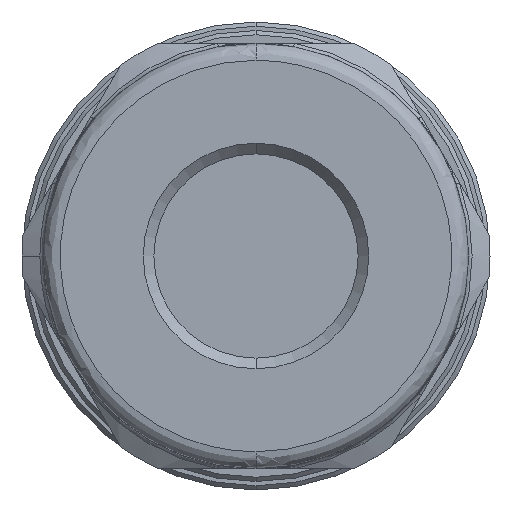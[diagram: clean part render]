
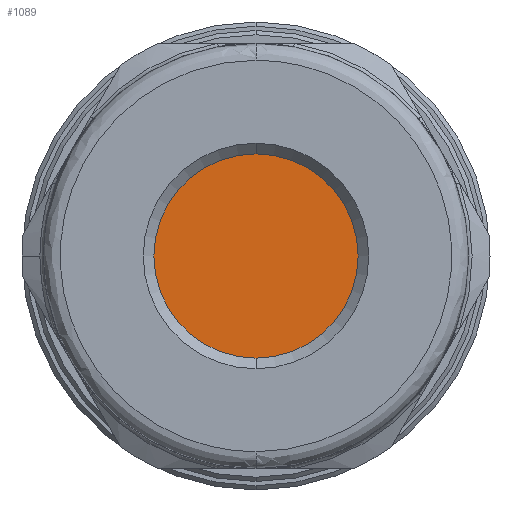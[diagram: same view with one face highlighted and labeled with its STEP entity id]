
A CAD part, left-side view. The second image highlights one B-rep face of the part: STEP entity #1089.
In plain terms, the highlighted planar face has unit normal (-1, 0, 0).
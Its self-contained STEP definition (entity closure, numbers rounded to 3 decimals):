
#321 = VERTEX_POINT ( 'NONE', #355 ) ;
#355 = CARTESIAN_POINT ( 'NONE',  ( -25.116, 0., -12. ) ) ;
#741 = EDGE_CURVE ( 'NONE', #321, #2027, #3618, .T. ) ;
#1089 = ADVANCED_FACE ( 'NONE', ( #2662 ), #2205, .T. ) ;
#1250 = EDGE_LOOP ( 'NONE', ( #1608, #1609 ) ) ;
#1608 = ORIENTED_EDGE ( 'NONE', *, *, #741, .T. ) ;
#1609 = ORIENTED_EDGE ( 'NONE', *, *, #1844, .T. ) ;
#1844 = EDGE_CURVE ( 'NONE', #2027, #321, #2732, .T. ) ;
#1897 = AXIS2_PLACEMENT_3D ( 'NONE', #4012, #4011, #4010 ) ;
#1993 = AXIS2_PLACEMENT_3D ( 'NONE', #2206, #2204, #2200 ) ;
#2027 = VERTEX_POINT ( 'NONE', #4764 ) ;
#2200 = DIRECTION ( 'NONE',  ( 0., 0., 1. ) ) ;
#2204 = DIRECTION ( 'NONE',  ( -1., 0., 0. ) ) ;
#2205 = PLANE ( 'NONE',  #1993 ) ;
#2206 = CARTESIAN_POINT ( 'NONE',  ( -25.116, 0., 0. ) ) ;
#2662 = FACE_OUTER_BOUND ( 'NONE', #1250, .T. ) ;
#2732 = CIRCLE ( 'NONE', #4845, 12. ) ;
#3618 = CIRCLE ( 'NONE', #1897, 12. ) ;
#4010 = DIRECTION ( 'NONE',  ( 0., 0., -1. ) ) ;
#4011 = DIRECTION ( 'NONE',  ( -1., 0., 0. ) ) ;
#4012 = CARTESIAN_POINT ( 'NONE',  ( -25.116, 0., 0. ) ) ;
#4433 = CARTESIAN_POINT ( 'NONE',  ( -25.116, 0., 0. ) ) ;
#4434 = DIRECTION ( 'NONE',  ( -1., 0., 0. ) ) ;
#4435 = DIRECTION ( 'NONE',  ( 0., 0., -1. ) ) ;
#4764 = CARTESIAN_POINT ( 'NONE',  ( -25.116, 0., 12. ) ) ;
#4845 = AXIS2_PLACEMENT_3D ( 'NONE', #4433, #4434, #4435 ) ;
